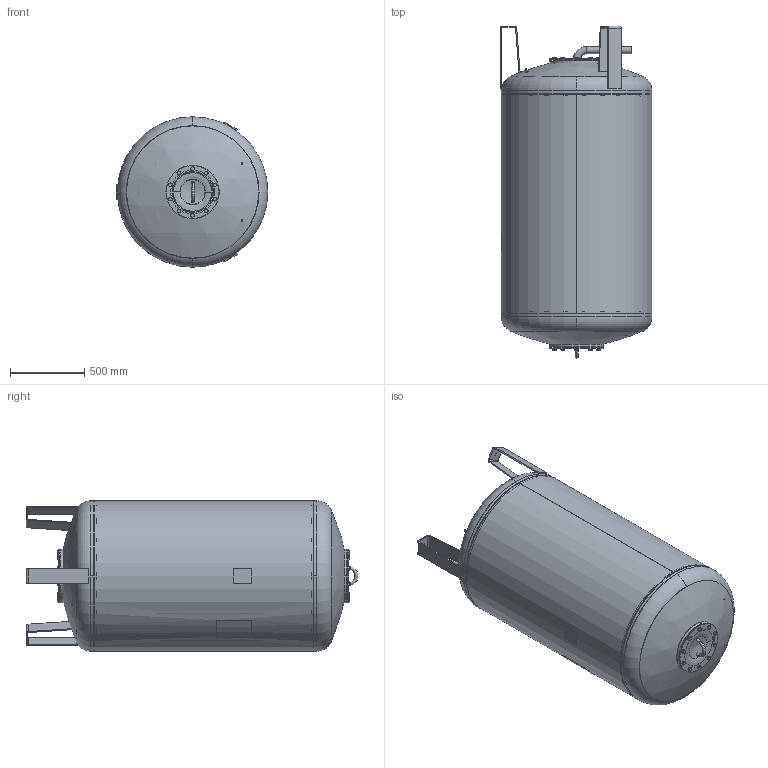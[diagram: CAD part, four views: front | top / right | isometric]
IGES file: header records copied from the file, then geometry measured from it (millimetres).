
Global section: file name: No Iges File Name specified; native system: Autodesk Inventor 2009; preprocessor: AutoDesk Inventor Iges Exporter R2009; author: suw; date: 20130221.135112; units: millimetre
Bounding box: 1024.32 x 2242.25 x 1016 mm (x, y, z)
Volume: 39342853.2 mm3; surface area: 20147945.9 mm2
Topology: 36 solids, 36 shells, 1575 faces, 3987 edges, 2577 vertices
Faces by surface type: plane 608, bspline 320, cone 194, cylinder 193, revolution 183, torus 72, sphere 5
